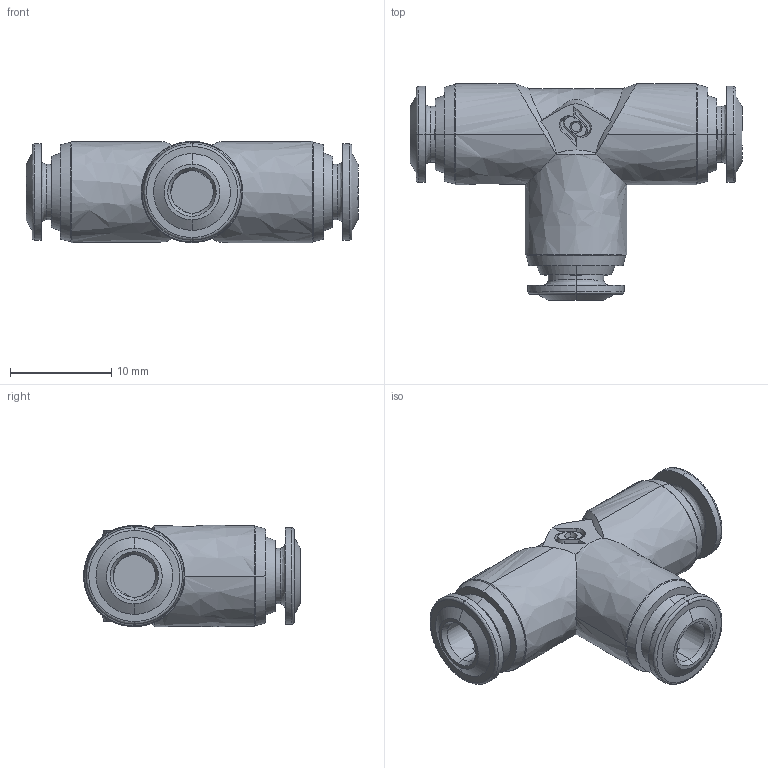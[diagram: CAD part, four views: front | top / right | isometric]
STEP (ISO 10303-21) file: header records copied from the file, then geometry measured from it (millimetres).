
FILE_DESCRIPTION (( 'STEP AP214' ), '1' );
FILE_NAME ('PUT04_ME.STEP', '2018-09-06T13:56:41', ( '' ), ( '' ), 'SwSTEP 2.0', 'SolidWorks 2018', '' );
FILE_SCHEMA (( 'AUTOMOTIVE_DESIGN' ));
Length unit declared in the file: millimetre
Products named in the file (1): PUT04_ME
Bounding box: 32.8 x 21.4 x 10 mm (x, y, z)
Volume: 2911.2 mm3; surface area: 1902.9 mm2
Topology: 1 solids, 1 shells, 153 faces, 399 edges, 263 vertices
Faces by surface type: bspline 153
Entity records: 7237 total; most frequent: CARTESIAN_POINT 4842, ORIENTED_EDGE 798, EDGE_CURVE 399, B_SPLINE_CURVE_WITH_KNOTS 317, VERTEX_POINT 263, EDGE_LOOP 180, ADVANCED_FACE 153, FACE_OUTER_BOUND 153
